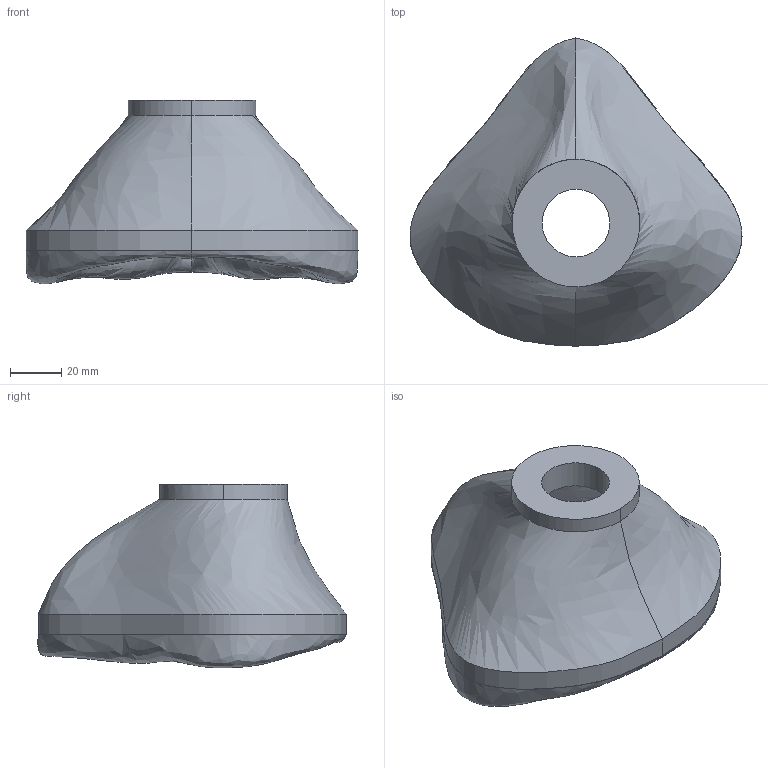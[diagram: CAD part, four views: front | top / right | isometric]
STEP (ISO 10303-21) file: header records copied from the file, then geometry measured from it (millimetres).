
FILE_DESCRIPTION(/* description */ (''),/* implementation_level */ '2;1');
FILE_NAME(/* name */ '5f03780eb4b10e15bdec8aa6',/* time_stamp */ '2020-07-06T19:14:23+00:00',/* author */ (''),/* organization */ (''),/* preprocessor_version */ 'ST-DEVELOPER v16.7',/* originating_system */ $,/* authorisation */ $);
FILE_SCHEMA (('AUTOMOTIVE_DESIGN {1 0 10303 214 3 1 1}'));
Length unit declared in the file: metre
Products named in the file (2): Seal; Silicone mask
Bounding box: 130.05 x 120.8 x 72.08 mm (x, y, z)
Volume: 104919.5 mm3; surface area: 60007.9 mm2
Topology: 2 solids, 2 shells, 23 faces, 54 edges, 33 vertices
Faces by surface type: bspline 14, plane 5, cylinder 4
Full cylindrical faces by diameter (mm): 26.5 x1
Entity records: 9106 total; most frequent: CARTESIAN_POINT 8649, ORIENTED_EDGE 104, EDGE_CURVE 52, B_SPLINE_CURVE_WITH_KNOTS 44, DIRECTION 36, VERTEX_POINT 32, EDGE_LOOP 28, FACE_BOUND 28
